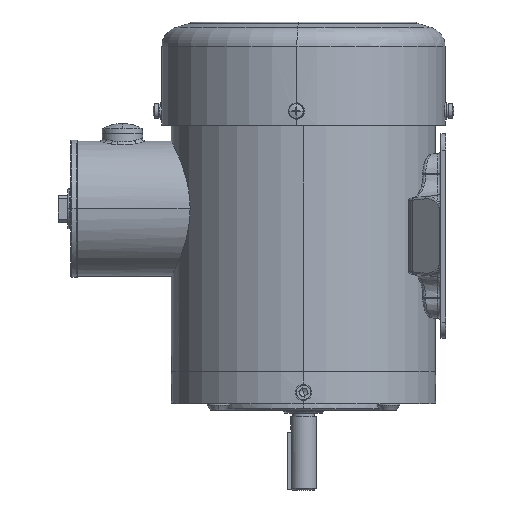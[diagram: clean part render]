
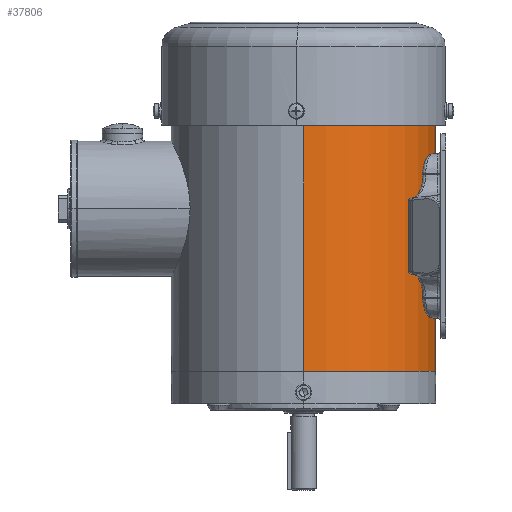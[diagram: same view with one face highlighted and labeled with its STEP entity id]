
A CAD part, left-side view. The second image highlights one B-rep face of the part: STEP entity #37806.
In plain terms, the highlighted cylindrical face has radius 82 mm (diameter 164 mm), a partial arc.
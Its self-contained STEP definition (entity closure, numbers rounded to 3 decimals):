
#37522=CARTESIAN_POINT('Axis2P3D Location',(0.,0.,0.)) ;
#37526=CARTESIAN_POINT('Vertex',(-82.,0.,0.)) ;
#37528=CARTESIAN_POINT('Vertex',(82.,0.,0.)) ;
#37776=CARTESIAN_POINT('Axis2P3D Location',(0.,0.,155.)) ;
#37781=CARTESIAN_POINT('Line Origine',(82.,0.,155.)) ;
#37785=CARTESIAN_POINT('Vertex',(82.,0.,155.)) ;
#37788=CARTESIAN_POINT('Axis2P3D Location',(0.,0.,155.)) ;
#37792=CARTESIAN_POINT('Vertex',(-82.,0.,155.)) ;
#37795=CARTESIAN_POINT('Line Origine',(-82.,0.,155.)) ;
#37523=DIRECTION('Axis2P3D Direction',(-0.,0.,1.)) ;
#37777=DIRECTION('Axis2P3D Direction',(-0.,0.,-1.)) ;
#37778=DIRECTION('Axis2P3D XDirection',(1.,0.,-0.)) ;
#37782=DIRECTION('Vector Direction',(0.,0.,-1.)) ;
#37789=DIRECTION('Axis2P3D Direction',(-0.,0.,-1.)) ;
#37796=DIRECTION('Vector Direction',(0.,0.,-1.)) ;
#37524=AXIS2_PLACEMENT_3D('Circle Axis2P3D',#37522,#37523,$) ;
#37779=AXIS2_PLACEMENT_3D('Cylinder Axis2P3D',#37776,#37777,#37778) ;
#37790=AXIS2_PLACEMENT_3D('Circle Axis2P3D',#37788,#37789,$) ;
#37801=ORIENTED_EDGE('',*,*,#37787,.F.) ;
#37802=ORIENTED_EDGE('',*,*,#37794,.F.) ;
#37803=ORIENTED_EDGE('',*,*,#37799,.T.) ;
#37804=ORIENTED_EDGE('',*,*,#37530,.T.) ;
#37783=VECTOR('Line Direction',#37782,1.) ;
#37797=VECTOR('Line Direction',#37796,1.) ;
#37806=ADVANCED_FACE('\X2\00B5\X0\\X2\00B9\X0\\X2\00BD\X0\\X2\00C7\X0\1',(#37805),#37780,.T.) ;
#37525=CIRCLE('generated circle',#37524,82.) ;
#37791=CIRCLE('generated circle',#37790,82.) ;
#37780=CYLINDRICAL_SURFACE('generated cylinder',#37779,82.) ;
#37530=EDGE_CURVE('',#37527,#37529,#37525,.T.) ;
#37787=EDGE_CURVE('',#37786,#37529,#37784,.T.) ;
#37794=EDGE_CURVE('',#37793,#37786,#37791,.F.) ;
#37799=EDGE_CURVE('',#37793,#37527,#37798,.T.) ;
#37800=EDGE_LOOP('',(#37801,#37802,#37803,#37804)) ;
#37805=FACE_OUTER_BOUND('',#37800,.T.) ;
#37784=LINE('Line',#37781,#37783) ;
#37798=LINE('Line',#37795,#37797) ;
#37527=VERTEX_POINT('',#37526) ;
#37529=VERTEX_POINT('',#37528) ;
#37786=VERTEX_POINT('',#37785) ;
#37793=VERTEX_POINT('',#37792) ;
